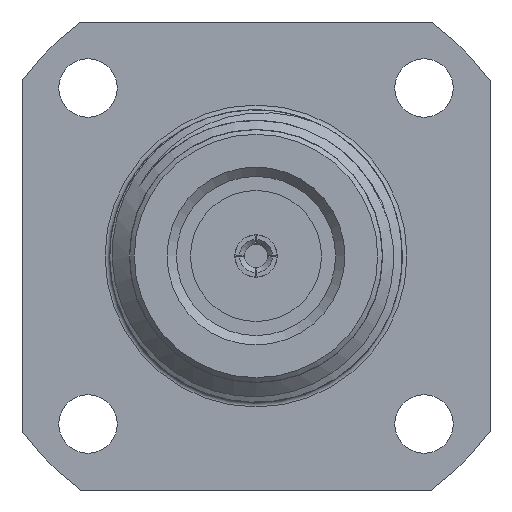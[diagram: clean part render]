
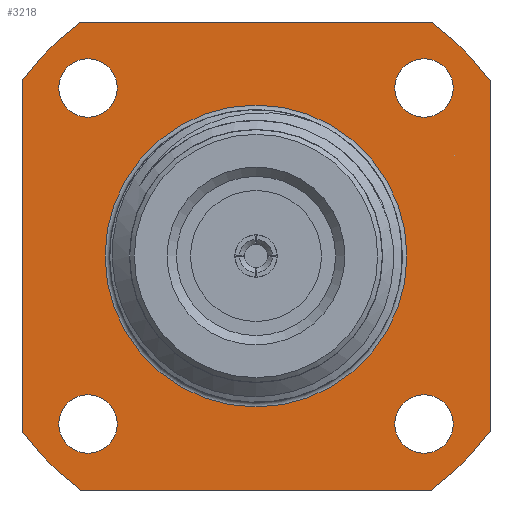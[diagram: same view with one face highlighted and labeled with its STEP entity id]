
A CAD part, left-side view. The second image highlights one B-rep face of the part: STEP entity #3218.
In plain terms, the highlighted planar face has unit normal (-1, 0, 0).
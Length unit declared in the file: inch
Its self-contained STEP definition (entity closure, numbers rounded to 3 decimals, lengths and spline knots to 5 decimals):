
#20 = AXIS2_PLACEMENT_3D ( 'NONE', #2077, #3108, #1742 ) ;
#37 = DIRECTION ( 'NONE',  ( 0., 0., 1. ) ) ;
#52 = DIRECTION ( 'NONE',  ( -1., 0., 0. ) ) ;
#66 = CARTESIAN_POINT ( 'NONE',  ( 0.64, 0.359, -0.359 ) ) ;
#70 = CIRCLE ( 'NONE', #2774, 0.0625 ) ;
#176 = EDGE_LOOP ( 'NONE', ( #1881 ) ) ;
#188 = AXIS2_PLACEMENT_3D ( 'NONE', #836, #2789, #1677 ) ;
#251 = VERTEX_POINT ( 'NONE', #1849 ) ;
#263 = CARTESIAN_POINT ( 'NONE',  ( 0.64, 0.359, -0.2965 ) ) ;
#360 = EDGE_LOOP ( 'NONE', ( #1530 ) ) ;
#373 = AXIS2_PLACEMENT_3D ( 'NONE', #2799, #1635, #3286 ) ;
#426 = ORIENTED_EDGE ( 'NONE', *, *, #1604, .F. ) ;
#462 = CARTESIAN_POINT ( 'NONE',  ( 0.64, 0., 0. ) ) ;
#467 = CIRCLE ( 'NONE', #188, 0.0625 ) ;
#479 = ORIENTED_EDGE ( 'NONE', *, *, #2516, .T. ) ;
#489 = AXIS2_PLACEMENT_3D ( 'NONE', #66, #3348, #2270 ) ;
#494 = CARTESIAN_POINT ( 'NONE',  ( 0.64, 0.375, 0.5 ) ) ;
#535 = AXIS2_PLACEMENT_3D ( 'NONE', #462, #2369, #2938 ) ;
#577 = LINE ( 'NONE', #1286, #2201 ) ;
#628 = CIRCLE ( 'NONE', #489, 0.0625 ) ;
#645 = CARTESIAN_POINT ( 'NONE',  ( 0.64, -0.5, -0.5 ) ) ;
#677 = CARTESIAN_POINT ( 'NONE',  ( 0.64, -0.5, -0.5 ) ) ;
#694 = CARTESIAN_POINT ( 'NONE',  ( 0.64, -0.5, 0.5 ) ) ;
#704 = EDGE_CURVE ( 'NONE', #2147, #844, #577, .T. ) ;
#737 = ORIENTED_EDGE ( 'NONE', *, *, #2304, .F. ) ;
#760 = VECTOR ( 'NONE', #1693, 39.37008 ) ;
#762 = FACE_BOUND ( 'NONE', #360, .T. ) ;
#775 = VERTEX_POINT ( 'NONE', #2314 ) ;
#831 = AXIS2_PLACEMENT_3D ( 'NONE', #1168, #52, #1393 ) ;
#836 = CARTESIAN_POINT ( 'NONE',  ( 0.64, -0.359, -0.359 ) ) ;
#844 = VERTEX_POINT ( 'NONE', #2303 ) ;
#847 = CIRCLE ( 'NONE', #1964, 0.625 ) ;
#885 = VERTEX_POINT ( 'NONE', #3131 ) ;
#902 = PLANE ( 'NONE',  #831 ) ;
#934 = CARTESIAN_POINT ( 'NONE',  ( 0.64, 0.359, 0.359 ) ) ;
#949 = CARTESIAN_POINT ( 'NONE',  ( 0.64, 0.375, -0.5 ) ) ;
#955 = DIRECTION ( 'NONE',  ( -1., 0., 0. ) ) ;
#1168 = CARTESIAN_POINT ( 'NONE',  ( 0.64, 0.46327, 0. ) ) ;
#1179 = CIRCLE ( 'NONE', #373, 0.625 ) ;
#1225 = EDGE_CURVE ( 'NONE', #2947, #885, #1673, .T. ) ;
#1235 = DIRECTION ( 'NONE',  ( 0., 1., 0. ) ) ;
#1286 = CARTESIAN_POINT ( 'NONE',  ( 0.64, 0.5, -0.5 ) ) ;
#1313 = VERTEX_POINT ( 'NONE', #1859 ) ;
#1323 = EDGE_CURVE ( 'NONE', #2209, #2209, #2680, .T. ) ;
#1349 = CIRCLE ( 'NONE', #2562, 0.625 ) ;
#1385 = ORIENTED_EDGE ( 'NONE', *, *, #704, .T. ) ;
#1393 = DIRECTION ( 'NONE',  ( 0., 0., 1. ) ) ;
#1406 = EDGE_LOOP ( 'NONE', ( #479, #2091, #1385, #3017, #3440, #2012, #3283, #3356 ) ) ;
#1530 = ORIENTED_EDGE ( 'NONE', *, *, #3535, .T. ) ;
#1604 = EDGE_CURVE ( 'NONE', #2292, #2292, #70, .T. ) ;
#1622 = DIRECTION ( 'NONE',  ( -1., 0., 0. ) ) ;
#1623 = CARTESIAN_POINT ( 'NONE',  ( 0.64, 0.5, 0.375 ) ) ;
#1635 = DIRECTION ( 'NONE',  ( -1., 0., 0. ) ) ;
#1673 = LINE ( 'NONE', #645, #760 ) ;
#1677 = DIRECTION ( 'NONE',  ( 0., 0., 1. ) ) ;
#1693 = DIRECTION ( 'NONE',  ( 0., 0., 1. ) ) ;
#1742 = DIRECTION ( 'NONE',  ( 0., 0., 1. ) ) ;
#1744 = EDGE_CURVE ( 'NONE', #885, #2125, #847, .T. ) ;
#1753 = DIRECTION ( 'NONE',  ( 0., -1., 0. ) ) ;
#1766 = DIRECTION ( 'NONE',  ( 0., 0., 1. ) ) ;
#1824 = AXIS2_PLACEMENT_3D ( 'NONE', #1902, #1622, #2185 ) ;
#1849 = CARTESIAN_POINT ( 'NONE',  ( 0.64, -0.359, -0.2965 ) ) ;
#1859 = CARTESIAN_POINT ( 'NONE',  ( 0.64, 0., 0.3225 ) ) ;
#1871 = VERTEX_POINT ( 'NONE', #494 ) ;
#1881 = ORIENTED_EDGE ( 'NONE', *, *, #1323, .F. ) ;
#1902 = CARTESIAN_POINT ( 'NONE',  ( 0.64, 0., 0. ) ) ;
#1907 = FACE_BOUND ( 'NONE', #2177, .T. ) ;
#1964 = AXIS2_PLACEMENT_3D ( 'NONE', #2477, #2198, #37 ) ;
#2005 = EDGE_CURVE ( 'NONE', #844, #3315, #2515, .T. ) ;
#2012 = ORIENTED_EDGE ( 'NONE', *, *, #2325, .T. ) ;
#2028 = FACE_BOUND ( 'NONE', #176, .T. ) ;
#2077 = CARTESIAN_POINT ( 'NONE',  ( 0.64, -0.359, 0.359 ) ) ;
#2091 = ORIENTED_EDGE ( 'NONE', *, *, #2467, .T. ) ;
#2120 = CARTESIAN_POINT ( 'NONE',  ( 0.64, -0.359, 0.4215 ) ) ;
#2125 = VERTEX_POINT ( 'NONE', #2739 ) ;
#2127 = LINE ( 'NONE', #677, #3018 ) ;
#2147 = VERTEX_POINT ( 'NONE', #1623 ) ;
#2162 = LINE ( 'NONE', #694, #3388 ) ;
#2177 = EDGE_LOOP ( 'NONE', ( #426 ) ) ;
#2185 = DIRECTION ( 'NONE',  ( 0., 0., 1. ) ) ;
#2198 = DIRECTION ( 'NONE',  ( -1., 0., 0. ) ) ;
#2201 = VECTOR ( 'NONE', #3183, 39.37008 ) ;
#2209 = VERTEX_POINT ( 'NONE', #2120 ) ;
#2270 = DIRECTION ( 'NONE',  ( 0., 0., 1. ) ) ;
#2292 = VERTEX_POINT ( 'NONE', #3514 ) ;
#2303 = CARTESIAN_POINT ( 'NONE',  ( 0.64, 0.5, -0.375 ) ) ;
#2304 = EDGE_CURVE ( 'NONE', #251, #251, #467, .T. ) ;
#2314 = CARTESIAN_POINT ( 'NONE',  ( 0.64, -0.375, -0.5 ) ) ;
#2325 = EDGE_CURVE ( 'NONE', #775, #2947, #1179, .T. ) ;
#2369 = DIRECTION ( 'NONE',  ( 1., 0., 0. ) ) ;
#2405 = EDGE_CURVE ( 'NONE', #3390, #3390, #628, .T. ) ;
#2467 = EDGE_CURVE ( 'NONE', #1871, #2147, #1349, .T. ) ;
#2477 = CARTESIAN_POINT ( 'NONE',  ( 0.64, 0., 0. ) ) ;
#2481 = ORIENTED_EDGE ( 'NONE', *, *, #2405, .F. ) ;
#2515 = CIRCLE ( 'NONE', #1824, 0.625 ) ;
#2516 = EDGE_CURVE ( 'NONE', #2125, #1871, #2162, .T. ) ;
#2546 = EDGE_LOOP ( 'NONE', ( #737 ) ) ;
#2562 = AXIS2_PLACEMENT_3D ( 'NONE', #2584, #955, #2867 ) ;
#2584 = CARTESIAN_POINT ( 'NONE',  ( 0.64, 0., 0. ) ) ;
#2643 = FACE_BOUND ( 'NONE', #2546, .T. ) ;
#2680 = CIRCLE ( 'NONE', #20, 0.0625 ) ;
#2739 = CARTESIAN_POINT ( 'NONE',  ( 0.64, -0.375, 0.5 ) ) ;
#2766 = FACE_OUTER_BOUND ( 'NONE', #1406, .T. ) ;
#2774 = AXIS2_PLACEMENT_3D ( 'NONE', #934, #2845, #1766 ) ;
#2789 = DIRECTION ( 'NONE',  ( -1., 0., 0. ) ) ;
#2799 = CARTESIAN_POINT ( 'NONE',  ( 0.64, 0., 0. ) ) ;
#2845 = DIRECTION ( 'NONE',  ( -1., 0., 0. ) ) ;
#2867 = DIRECTION ( 'NONE',  ( 0., 0., 1. ) ) ;
#2938 = DIRECTION ( 'NONE',  ( 0., 0., 1. ) ) ;
#2947 = VERTEX_POINT ( 'NONE', #3343 ) ;
#2951 = FACE_BOUND ( 'NONE', #3078, .T. ) ;
#3017 = ORIENTED_EDGE ( 'NONE', *, *, #2005, .T. ) ;
#3018 = VECTOR ( 'NONE', #1753, 39.37008 ) ;
#3078 = EDGE_LOOP ( 'NONE', ( #2481 ) ) ;
#3092 = CIRCLE ( 'NONE', #535, 0.3225 ) ;
#3108 = DIRECTION ( 'NONE',  ( -1., 0., 0. ) ) ;
#3131 = CARTESIAN_POINT ( 'NONE',  ( 0.64, -0.5, 0.375 ) ) ;
#3183 = DIRECTION ( 'NONE',  ( 0., 0., -1. ) ) ;
#3218 = ADVANCED_FACE ( 'NONE', ( #762, #2643, #2028, #1907, #2951, #2766 ), #902, .T. ) ;
#3283 = ORIENTED_EDGE ( 'NONE', *, *, #1225, .T. ) ;
#3286 = DIRECTION ( 'NONE',  ( 0., 0., 1. ) ) ;
#3315 = VERTEX_POINT ( 'NONE', #949 ) ;
#3337 = EDGE_CURVE ( 'NONE', #3315, #775, #2127, .T. ) ;
#3343 = CARTESIAN_POINT ( 'NONE',  ( 0.64, -0.5, -0.375 ) ) ;
#3348 = DIRECTION ( 'NONE',  ( -1., 0., 0. ) ) ;
#3356 = ORIENTED_EDGE ( 'NONE', *, *, #1744, .T. ) ;
#3388 = VECTOR ( 'NONE', #1235, 39.37008 ) ;
#3390 = VERTEX_POINT ( 'NONE', #263 ) ;
#3440 = ORIENTED_EDGE ( 'NONE', *, *, #3337, .T. ) ;
#3514 = CARTESIAN_POINT ( 'NONE',  ( 0.64, 0.359, 0.4215 ) ) ;
#3535 = EDGE_CURVE ( 'NONE', #1313, #1313, #3092, .T. ) ;
